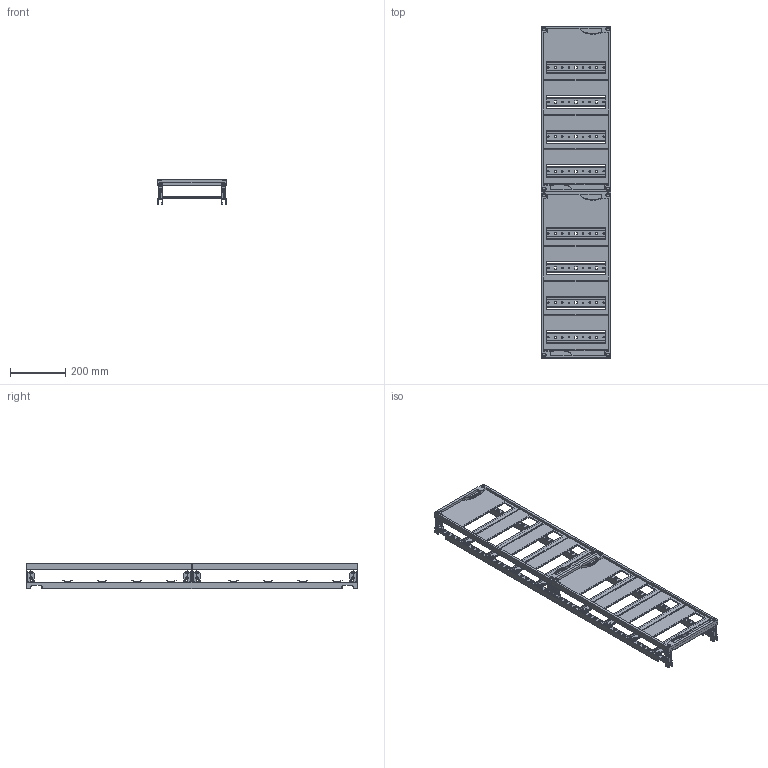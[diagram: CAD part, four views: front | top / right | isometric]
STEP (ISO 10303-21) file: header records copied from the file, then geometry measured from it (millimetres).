
FILE_DESCRIPTION(('STEP AP214'),'1');
FILE_NAME('cctmp_856D753A-0CCA-4922-BB8C-1FA50B930275_2023_03_23_08_10_13_0239..stp','2023-03-23T07:10:17',('SIEMENS A&D'),('CADClick - www.CADClick.com'),'Spatial InterOp 3D',' ','unknown authorization');
FILE_SCHEMA(('AUTOMOTIVE_DESIGN'));
Length unit declared in the file: millimetre
Products named in the file (45): cc_unnamed; 8GK4001-6Kk22_43; 8GK4001-6Kk22_42; 8GK4001-6Kk22_41; 8GK4001-6Kk22_40; 8GK4001-6Kk22_39; 8GK4001-6Kk22_38; 8GK4001-6Kk22_37; 8GK4001-6Kk22_36; 8GK4001-6Kk22_35; 8GK4001-6Kk22_34; 8GK4001-6Kk22_33; 8GK4001-6Kk22_32; 8GK4001-6Kk22_31; 8GK4001-6Kk22_30; 8GK4001-6Kk22_29; 8GK4001-6Kk22_28; 8GK4001-6Kk22_27; 8GK4001-6Kk22_26; 8GK4001-6Kk22_25; 8GK4001-6Kk22_24; 8GK4001-6Kk22_23; 8GK4001-6Kk22_22; 8GK4001-6Kk22_21; 8GK4001-6Kk22_20; 8GK4001-6Kk22_19; 8GK4001-6Kk22_18; 8GK4001-6Kk22_17; 8GK4001-6Kk22_16; 8GK4001-6Kk22_15; 8GK4001-6Kk22_14; 8GK4001-6Kk22_13; 8GK4001-6Kk22_12; 8GK4001-6Kk22_11; 8GK4001-6Kk22_10; 8GK4001-6Kk22_9; 8GK4001-6Kk22_8; 8GK4001-6Kk22_7; 8GK4001-6Kk22_6; 8GK4001-6Kk22_5 ...
Assembly tree (44 placements, depth 2):
  cc_unnamed
    8GK4001-6Kk22_43
    8GK4001-6Kk22_42
    8GK4001-6Kk22_41
    8GK4001-6Kk22_40
    8GK4001-6Kk22_39
    8GK4001-6Kk22_38
    8GK4001-6Kk22_37
    8GK4001-6Kk22_36
    8GK4001-6Kk22_35
    8GK4001-6Kk22_34
    8GK4001-6Kk22_33
    8GK4001-6Kk22_32
    8GK4001-6Kk22_31
    8GK4001-6Kk22_30
    8GK4001-6Kk22_29
    8GK4001-6Kk22_28
    8GK4001-6Kk22_27
    8GK4001-6Kk22_26
    8GK4001-6Kk22_25
    8GK4001-6Kk22_24
    8GK4001-6Kk22_23
    8GK4001-6Kk22_22
    8GK4001-6Kk22_21
    8GK4001-6Kk22_20
    8GK4001-6Kk22_19
    8GK4001-6Kk22_18
    8GK4001-6Kk22_17
    8GK4001-6Kk22_16
    8GK4001-6Kk22_15
    8GK4001-6Kk22_14
    8GK4001-6Kk22_13
    8GK4001-6Kk22_12
    8GK4001-6Kk22_11
    8GK4001-6Kk22_10
    8GK4001-6Kk22_9
    8GK4001-6Kk22_8
    8GK4001-6Kk22_7
    8GK4001-6Kk22_6
    8GK4001-6Kk22_5
    8GK4001-6Kk22_4
    8GK4001-6Kk22_3
    8GK4001-6Kk22_2
    8GK4001-6Kk22_1
    8GK4001-6Kk22
Bounding box: 250 x 1200 x 92.8 mm (x, y, z)
Volume: 1290414 mm3; surface area: 1231542 mm2
Topology: 44 solids, 44 shells, 3746 faces, 10642 edges, 7028 vertices
Faces by surface type: plane 2314, cylinder 1352, torus 32, sphere 32, cone 16
Entity records: 157172 total; most frequent: CARTESIAN_POINT 24195, DIRECTION 21552, ORIENTED_EDGE 21348, EDGE_CURVE 10674, AXIS2_PLACEMENT_3D 7245, LINE 7062, VECTOR 7062, VERTEX_POINT 7060
